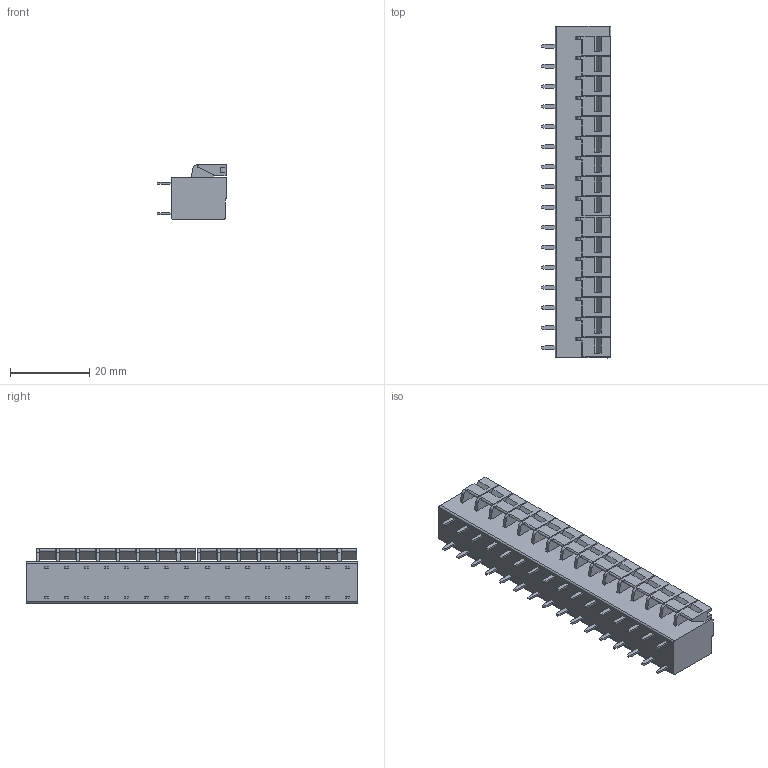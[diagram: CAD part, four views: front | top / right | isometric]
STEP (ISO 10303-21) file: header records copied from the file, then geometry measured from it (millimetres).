
FILE_DESCRIPTION((''),'2;1');
FILE_NAME('DB142-508-1P','2022-04-21T',('86134'),(''),'PRO/ENGINEER BY PARAMETRIC TECHNOLOGY CORPORATION, 2010280','PRO/ENGINEER BY PARAMETRIC TECHNOLOGY CORPORATION, 2010280','');
FILE_SCHEMA(('CONFIG_CONTROL_DESIGN'));
Length unit declared in the file: millimetre
Products named in the file (1): DB142-508-1P
Bounding box: 17.6 x 83.82 x 13.7 mm (x, y, z)
Volume: 12933.1 mm3; surface area: 7596.3 mm2
Topology: 1 solids, 1 shells, 683 faces, 1816 edges, 1216 vertices
Faces by surface type: plane 611, cylinder 40, cone 32
Entity records: 20960 total; most frequent: CARTESIAN_POINT 3715, ORIENTED_EDGE 3632, DIRECTION 3326, EDGE_CURVE 1816, VECTOR 1672, LINE 1672, VERTEX_POINT 1216, AXIS2_PLACEMENT_3D 827
